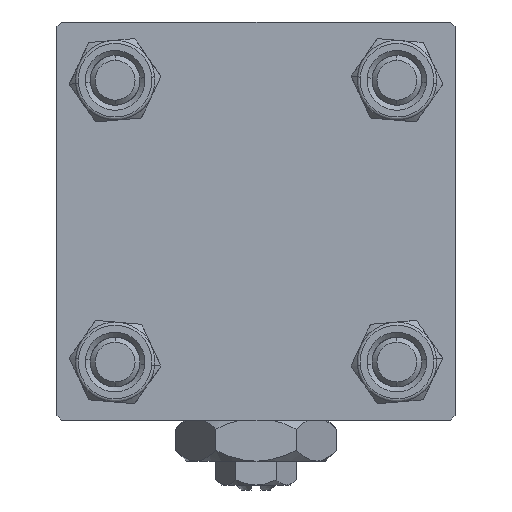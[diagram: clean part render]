
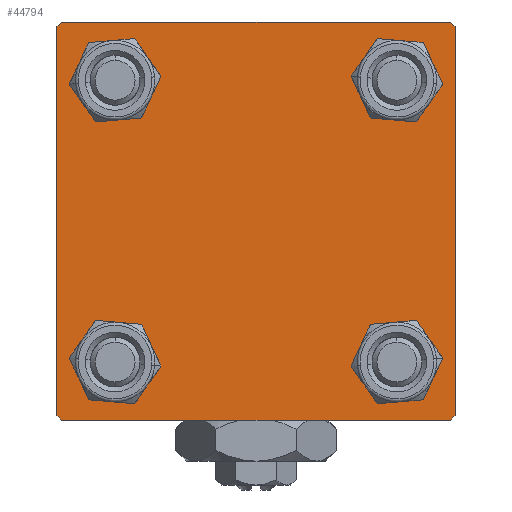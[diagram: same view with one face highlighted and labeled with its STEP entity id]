
A CAD part, left-side view. The second image highlights one B-rep face of the part: STEP entity #44794.
In plain terms, the highlighted planar face has unit normal (-1, 0, 0).
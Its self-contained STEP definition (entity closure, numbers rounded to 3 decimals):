
#95 = VECTOR ( 'NONE', #45489, 1000. ) ;
#227 = CIRCLE ( 'NONE', #33250, 3. ) ;
#1908 = EDGE_CURVE ( 'NONE', #41356, #28715, #14189, .T. ) ;
#3409 = VECTOR ( 'NONE', #41781, 1000. ) ;
#3887 = VERTEX_POINT ( 'NONE', #25530 ) ;
#4124 = DIRECTION ( 'NONE',  ( 0., 0., 1. ) ) ;
#4794 = CARTESIAN_POINT ( 'NONE',  ( 0., -14.15, -14.15 ) ) ;
#5039 = VERTEX_POINT ( 'NONE', #33966 ) ;
#5218 = LINE ( 'NONE', #22072, #40168 ) ;
#5296 = DIRECTION ( 'NONE',  ( 0., -0.707, 0.707 ) ) ;
#5880 = CARTESIAN_POINT ( 'NONE',  ( 0., -14.15, 17.15 ) ) ;
#6359 = ORIENTED_EDGE ( 'NONE', *, *, #28513, .T. ) ;
#6428 = ORIENTED_EDGE ( 'NONE', *, *, #7855, .T. ) ;
#6837 = EDGE_CURVE ( 'NONE', #10769, #28715, #50068, .T. ) ;
#6931 = ORIENTED_EDGE ( 'NONE', *, *, #53666, .T. ) ;
#7156 = CARTESIAN_POINT ( 'NONE',  ( 0., 19.5, -20. ) ) ;
#7855 = EDGE_CURVE ( 'NONE', #15300, #10154, #30820, .T. ) ;
#8046 = DIRECTION ( 'NONE',  ( 0., 0.707, 0.707 ) ) ;
#8683 = DIRECTION ( 'NONE',  ( 1., 0., 0. ) ) ;
#8721 = ORIENTED_EDGE ( 'NONE', *, *, #1908, .T. ) ;
#8791 = EDGE_LOOP ( 'NONE', ( #32873, #22663 ) ) ;
#8860 = DIRECTION ( 'NONE',  ( 1., 0., 0. ) ) ;
#9106 = EDGE_CURVE ( 'NONE', #50677, #41356, #12479, .T. ) ;
#9513 = VERTEX_POINT ( 'NONE', #5880 ) ;
#9597 = FACE_BOUND ( 'NONE', #8791, .T. ) ;
#10154 = VERTEX_POINT ( 'NONE', #15715 ) ;
#10769 = VERTEX_POINT ( 'NONE', #42717 ) ;
#11428 = VECTOR ( 'NONE', #8046, 1000. ) ;
#11475 = ORIENTED_EDGE ( 'NONE', *, *, #53810, .T. ) ;
#11880 = CARTESIAN_POINT ( 'NONE',  ( 0., 14.15, -14.15 ) ) ;
#12263 = VERTEX_POINT ( 'NONE', #24461 ) ;
#12479 = LINE ( 'NONE', #26340, #51684 ) ;
#12697 = VECTOR ( 'NONE', #5296, 1000. ) ;
#13055 = AXIS2_PLACEMENT_3D ( 'NONE', #54524, #22289, #40642 ) ;
#13387 = DIRECTION ( 'NONE',  ( 0., 0., 1. ) ) ;
#13436 = ORIENTED_EDGE ( 'NONE', *, *, #32982, .F. ) ;
#13697 = EDGE_LOOP ( 'NONE', ( #18659, #6428 ) ) ;
#14141 = DIRECTION ( 'NONE',  ( 0., 0., 1. ) ) ;
#14189 = LINE ( 'NONE', #41677, #12697 ) ;
#14305 = CARTESIAN_POINT ( 'NONE',  ( 0., -14.15, -17.15 ) ) ;
#15300 = VERTEX_POINT ( 'NONE', #14305 ) ;
#15715 = CARTESIAN_POINT ( 'NONE',  ( 0., -14.15, -11.15 ) ) ;
#15941 = CARTESIAN_POINT ( 'NONE',  ( 0., -14.15, 14.15 ) ) ;
#16767 = CARTESIAN_POINT ( 'NONE',  ( 0., 14.15, -14.15 ) ) ;
#16787 = DIRECTION ( 'NONE',  ( 0., 0., 1. ) ) ;
#18031 = CIRCLE ( 'NONE', #39776, 3. ) ;
#18049 = AXIS2_PLACEMENT_3D ( 'NONE', #24108, #42748, #20265 ) ;
#18245 = EDGE_LOOP ( 'NONE', ( #36142, #56016, #38135, #8721, #38584, #6931, #13436, #51624 ) ) ;
#18610 = CIRCLE ( 'NONE', #55454, 3. ) ;
#18659 = ORIENTED_EDGE ( 'NONE', *, *, #38687, .T. ) ;
#18799 = LINE ( 'NONE', #36831, #45373 ) ;
#20045 = LINE ( 'NONE', #29478, #38331 ) ;
#20265 = DIRECTION ( 'NONE',  ( 0., 0., 1. ) ) ;
#20359 = CARTESIAN_POINT ( 'NONE',  ( 0., 14.15, 17.15 ) ) ;
#21981 = ORIENTED_EDGE ( 'NONE', *, *, #25290, .T. ) ;
#22072 = CARTESIAN_POINT ( 'NONE',  ( 0., 19.75, 19.75 ) ) ;
#22094 = CARTESIAN_POINT ( 'NONE',  ( 0., -19.5, 20. ) ) ;
#22289 = DIRECTION ( 'NONE',  ( -1., 0., 0. ) ) ;
#22526 = VERTEX_POINT ( 'NONE', #57141 ) ;
#22663 = ORIENTED_EDGE ( 'NONE', *, *, #41217, .T. ) ;
#22720 = AXIS2_PLACEMENT_3D ( 'NONE', #16767, #30616, #39529 ) ;
#23290 = CARTESIAN_POINT ( 'NONE',  ( 0., -20., -19.5 ) ) ;
#23733 = CARTESIAN_POINT ( 'NONE',  ( 0., -20., 20. ) ) ;
#24108 = CARTESIAN_POINT ( 'NONE',  ( 0., 14.15, 14.15 ) ) ;
#24336 = EDGE_CURVE ( 'NONE', #22526, #50677, #18799, .T. ) ;
#24461 = CARTESIAN_POINT ( 'NONE',  ( 0., 19.5, 20. ) ) ;
#24714 = EDGE_CURVE ( 'NONE', #47561, #22526, #54060, .T. ) ;
#25290 = EDGE_CURVE ( 'NONE', #45314, #5039, #31237, .T. ) ;
#25530 = CARTESIAN_POINT ( 'NONE',  ( 0., 14.15, -11.15 ) ) ;
#26340 = CARTESIAN_POINT ( 'NONE',  ( 0., 20., -20. ) ) ;
#26450 = AXIS2_PLACEMENT_3D ( 'NONE', #36346, #8860, #4124 ) ;
#26698 = DIRECTION ( 'NONE',  ( 0., 0., 1. ) ) ;
#26722 = FACE_BOUND ( 'NONE', #13697, .T. ) ;
#28513 = EDGE_CURVE ( 'NONE', #31908, #9513, #227, .T. ) ;
#28715 = VERTEX_POINT ( 'NONE', #23290 ) ;
#29478 = CARTESIAN_POINT ( 'NONE',  ( 0., 20., 20. ) ) ;
#30205 = CARTESIAN_POINT ( 'NONE',  ( 0., -19.75, 19.75 ) ) ;
#30616 = DIRECTION ( 'NONE',  ( 1., 0., 0. ) ) ;
#30820 = CIRCLE ( 'NONE', #36506, 3. ) ;
#30878 = EDGE_CURVE ( 'NONE', #12263, #47561, #5218, .T. ) ;
#31177 = CIRCLE ( 'NONE', #22720, 3. ) ;
#31237 = CIRCLE ( 'NONE', #18049, 3. ) ;
#31359 = DIRECTION ( 'NONE',  ( 0., -1., 0. ) ) ;
#31908 = VERTEX_POINT ( 'NONE', #53231 ) ;
#32873 = ORIENTED_EDGE ( 'NONE', *, *, #52532, .T. ) ;
#32982 = EDGE_CURVE ( 'NONE', #12263, #38892, #20045, .T. ) ;
#33250 = AXIS2_PLACEMENT_3D ( 'NONE', #58486, #40454, #14141 ) ;
#33557 = EDGE_LOOP ( 'NONE', ( #21981, #39303 ) ) ;
#33966 = CARTESIAN_POINT ( 'NONE',  ( 0., 14.15, 11.15 ) ) ;
#35603 = FACE_BOUND ( 'NONE', #49482, .T. ) ;
#36142 = ORIENTED_EDGE ( 'NONE', *, *, #24714, .T. ) ;
#36346 = CARTESIAN_POINT ( 'NONE',  ( 0., 14.15, 14.15 ) ) ;
#36486 = FACE_OUTER_BOUND ( 'NONE', #18245, .T. ) ;
#36506 = AXIS2_PLACEMENT_3D ( 'NONE', #39441, #8683, #26698 ) ;
#36831 = CARTESIAN_POINT ( 'NONE',  ( 0., 19.75, -19.75 ) ) ;
#38135 = ORIENTED_EDGE ( 'NONE', *, *, #9106, .T. ) ;
#38331 = VECTOR ( 'NONE', #42520, 1000. ) ;
#38584 = ORIENTED_EDGE ( 'NONE', *, *, #6837, .F. ) ;
#38687 = EDGE_CURVE ( 'NONE', #10154, #15300, #45911, .T. ) ;
#38892 = VERTEX_POINT ( 'NONE', #22094 ) ;
#39303 = ORIENTED_EDGE ( 'NONE', *, *, #56019, .T. ) ;
#39441 = CARTESIAN_POINT ( 'NONE',  ( 0., -14.15, -14.15 ) ) ;
#39529 = DIRECTION ( 'NONE',  ( 0., 0., 1. ) ) ;
#39776 = AXIS2_PLACEMENT_3D ( 'NONE', #15941, #43691, #16787 ) ;
#39838 = DIRECTION ( 'NONE',  ( 0., 0.707, -0.707 ) ) ;
#40168 = VECTOR ( 'NONE', #39838, 1000. ) ;
#40454 = DIRECTION ( 'NONE',  ( 1., 0., 0. ) ) ;
#40642 = DIRECTION ( 'NONE',  ( 0., 0., 1. ) ) ;
#41217 = EDGE_CURVE ( 'NONE', #55359, #3887, #18610, .T. ) ;
#41356 = VERTEX_POINT ( 'NONE', #51984 ) ;
#41677 = CARTESIAN_POINT ( 'NONE',  ( 0., -19.75, -19.75 ) ) ;
#41781 = DIRECTION ( 'NONE',  ( 0., 0., -1. ) ) ;
#42520 = DIRECTION ( 'NONE',  ( 0., -1., 0. ) ) ;
#42717 = CARTESIAN_POINT ( 'NONE',  ( 0., -20., 19.5 ) ) ;
#42748 = DIRECTION ( 'NONE',  ( 1., 0., 0. ) ) ;
#43691 = DIRECTION ( 'NONE',  ( 1., 0., 0. ) ) ;
#44794 = ADVANCED_FACE ( 'NONE', ( #35603, #26722, #9597, #53646, #36486 ), #49213, .T. ) ;
#45314 = VERTEX_POINT ( 'NONE', #20359 ) ;
#45373 = VECTOR ( 'NONE', #54865, 1000. ) ;
#45489 = DIRECTION ( 'NONE',  ( 0., 0., -1. ) ) ;
#45911 = CIRCLE ( 'NONE', #47814, 3. ) ;
#46080 = CARTESIAN_POINT ( 'NONE',  ( 0., 20., 20. ) ) ;
#46338 = CIRCLE ( 'NONE', #26450, 3. ) ;
#47561 = VERTEX_POINT ( 'NONE', #49390 ) ;
#47814 = AXIS2_PLACEMENT_3D ( 'NONE', #4794, #58323, #13387 ) ;
#49213 = PLANE ( 'NONE',  #13055 ) ;
#49390 = CARTESIAN_POINT ( 'NONE',  ( 0., 20., 19.5 ) ) ;
#49482 = EDGE_LOOP ( 'NONE', ( #11475, #6359 ) ) ;
#50068 = LINE ( 'NONE', #23733, #3409 ) ;
#50677 = VERTEX_POINT ( 'NONE', #7156 ) ;
#51624 = ORIENTED_EDGE ( 'NONE', *, *, #30878, .T. ) ;
#51684 = VECTOR ( 'NONE', #31359, 1000. ) ;
#51984 = CARTESIAN_POINT ( 'NONE',  ( 0., -19.5, -20. ) ) ;
#52532 = EDGE_CURVE ( 'NONE', #3887, #55359, #31177, .T. ) ;
#53231 = CARTESIAN_POINT ( 'NONE',  ( 0., -14.15, 11.15 ) ) ;
#53470 = DIRECTION ( 'NONE',  ( 1., 0., 0. ) ) ;
#53646 = FACE_BOUND ( 'NONE', #33557, .T. ) ;
#53666 = EDGE_CURVE ( 'NONE', #10769, #38892, #57428, .T. ) ;
#53810 = EDGE_CURVE ( 'NONE', #9513, #31908, #18031, .T. ) ;
#54060 = LINE ( 'NONE', #46080, #95 ) ;
#54352 = DIRECTION ( 'NONE',  ( 0., 0., 1. ) ) ;
#54524 = CARTESIAN_POINT ( 'NONE',  ( 0., 0., 0. ) ) ;
#54865 = DIRECTION ( 'NONE',  ( 0., -0.707, -0.707 ) ) ;
#55359 = VERTEX_POINT ( 'NONE', #57792 ) ;
#55454 = AXIS2_PLACEMENT_3D ( 'NONE', #11880, #53470, #54352 ) ;
#56016 = ORIENTED_EDGE ( 'NONE', *, *, #24336, .T. ) ;
#56019 = EDGE_CURVE ( 'NONE', #5039, #45314, #46338, .T. ) ;
#57141 = CARTESIAN_POINT ( 'NONE',  ( 0., 20., -19.5 ) ) ;
#57428 = LINE ( 'NONE', #30205, #11428 ) ;
#57792 = CARTESIAN_POINT ( 'NONE',  ( 0., 14.15, -17.15 ) ) ;
#58323 = DIRECTION ( 'NONE',  ( 1., 0., 0. ) ) ;
#58486 = CARTESIAN_POINT ( 'NONE',  ( 0., -14.15, 14.15 ) ) ;
